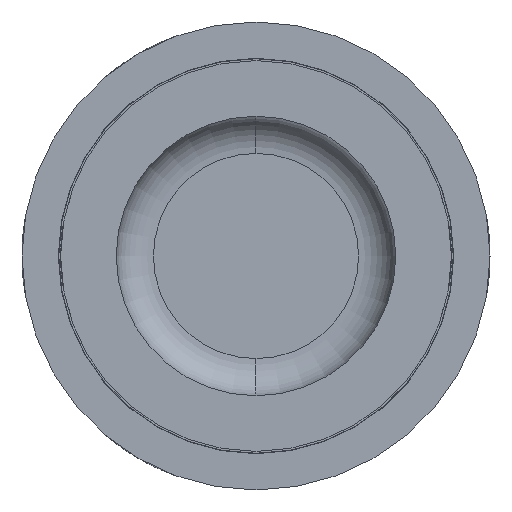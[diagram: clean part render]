
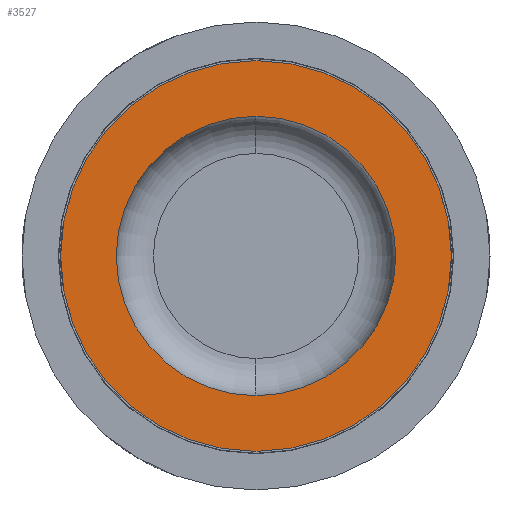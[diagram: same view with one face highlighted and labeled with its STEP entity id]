
A CAD part, left-side view. The second image highlights one B-rep face of the part: STEP entity #3527.
In plain terms, the highlighted planar face has unit normal (-1, 0, 0).
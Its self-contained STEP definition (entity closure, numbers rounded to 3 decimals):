
#14 = VERTEX_POINT ( 'NONE', #2175 ) ;
#43 = AXIS2_PLACEMENT_3D ( 'NONE', #1744, #2368, #2614 ) ;
#73 = AXIS2_PLACEMENT_3D ( 'NONE', #3463, #1108, #1441 ) ;
#291 = CIRCLE ( 'NONE', #43, 13.373 ) ;
#355 = VERTEX_POINT ( 'NONE', #2310 ) ;
#415 = EDGE_LOOP ( 'NONE', ( #663, #2608 ) ) ;
#435 = CARTESIAN_POINT ( 'NONE',  ( -12.384, 0., -13.373 ) ) ;
#663 = ORIENTED_EDGE ( 'NONE', *, *, #2527, .F. ) ;
#729 = DIRECTION ( 'NONE',  ( 0., 0., 1. ) ) ;
#966 = DIRECTION ( 'NONE',  ( 1., 0., 0. ) ) ;
#997 = FACE_BOUND ( 'NONE', #415, .T. ) ;
#1108 = DIRECTION ( 'NONE',  ( -1., 0., 0. ) ) ;
#1441 = DIRECTION ( 'NONE',  ( 0., 0., 1. ) ) ;
#1449 = AXIS2_PLACEMENT_3D ( 'NONE', #2462, #966, #2139 ) ;
#1620 = CARTESIAN_POINT ( 'NONE',  ( -12.384, 0., 13.373 ) ) ;
#1634 = CARTESIAN_POINT ( 'NONE',  ( -12.384, 0., 0. ) ) ;
#1744 = CARTESIAN_POINT ( 'NONE',  ( -12.384, 0., 0. ) ) ;
#1992 = DIRECTION ( 'NONE',  ( -1., 0., 0. ) ) ;
#2139 = DIRECTION ( 'NONE',  ( 0., 0., -1. ) ) ;
#2175 = CARTESIAN_POINT ( 'NONE',  ( -12.384, 0., -9.563 ) ) ;
#2212 = AXIS2_PLACEMENT_3D ( 'NONE', #3090, #3131, #729 ) ;
#2291 = EDGE_CURVE ( 'NONE', #14, #355, #2898, .T. ) ;
#2310 = CARTESIAN_POINT ( 'NONE',  ( -12.384, 0., 9.563 ) ) ;
#2368 = DIRECTION ( 'NONE',  ( -1., 0., 0. ) ) ;
#2370 = EDGE_LOOP ( 'NONE', ( #2814, #3317 ) ) ;
#2432 = FACE_OUTER_BOUND ( 'NONE', #2370, .T. ) ;
#2462 = CARTESIAN_POINT ( 'NONE',  ( -12.384, 13.373, 0. ) ) ;
#2527 = EDGE_CURVE ( 'NONE', #355, #14, #3594, .T. ) ;
#2580 = CIRCLE ( 'NONE', #3329, 13.373 ) ;
#2608 = ORIENTED_EDGE ( 'NONE', *, *, #2291, .F. ) ;
#2614 = DIRECTION ( 'NONE',  ( 0., 0., 1. ) ) ;
#2731 = VERTEX_POINT ( 'NONE', #1620 ) ;
#2814 = ORIENTED_EDGE ( 'NONE', *, *, #3778, .T. ) ;
#2819 = DIRECTION ( 'NONE',  ( 0., 0., 1. ) ) ;
#2898 = CIRCLE ( 'NONE', #2212, 9.563 ) ;
#3023 = EDGE_CURVE ( 'NONE', #3613, #2731, #2580, .T. ) ;
#3090 = CARTESIAN_POINT ( 'NONE',  ( -12.384, 0., 0. ) ) ;
#3131 = DIRECTION ( 'NONE',  ( -1., 0., 0. ) ) ;
#3317 = ORIENTED_EDGE ( 'NONE', *, *, #3023, .T. ) ;
#3329 = AXIS2_PLACEMENT_3D ( 'NONE', #1634, #1992, #2819 ) ;
#3463 = CARTESIAN_POINT ( 'NONE',  ( -12.384, 0., 0. ) ) ;
#3527 = ADVANCED_FACE ( 'NONE', ( #997, #2432 ), #3614, .F. ) ;
#3594 = CIRCLE ( 'NONE', #73, 9.563 ) ;
#3613 = VERTEX_POINT ( 'NONE', #435 ) ;
#3614 = PLANE ( 'NONE',  #1449 ) ;
#3778 = EDGE_CURVE ( 'NONE', #2731, #3613, #291, .T. ) ;
